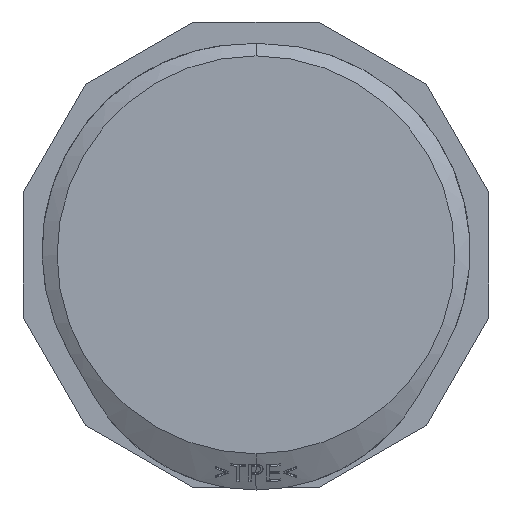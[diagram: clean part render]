
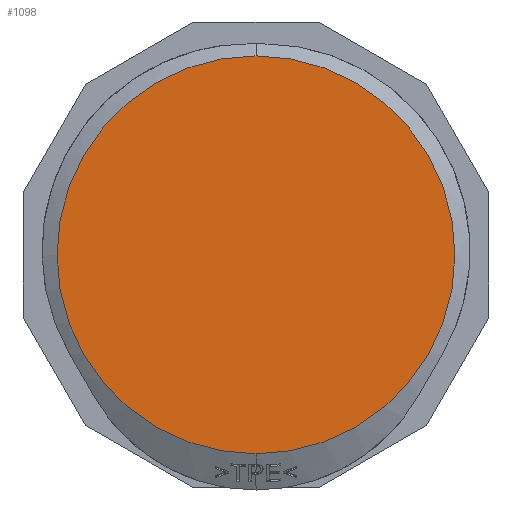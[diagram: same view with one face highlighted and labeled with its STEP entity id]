
A CAD part, front view. The second image highlights one B-rep face of the part: STEP entity #1098.
In plain terms, the highlighted planar face has unit normal (0, -1, 0).
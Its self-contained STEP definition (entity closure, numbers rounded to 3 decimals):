
#451=CIRCLE('',#12881,24.75);
#452=CIRCLE('',#12883,24.75);
#1098=ADVANCED_FACE('KES-E-R 50/9-B',(#2207),#1809,.F.);
#1809=PLANE('',#12885);
#2207=FACE_OUTER_BOUND('',#2941,.T.);
#2941=EDGE_LOOP('',(#6089,#6090));
#6089=ORIENTED_EDGE('',*,*,#10763,.F.);
#6090=ORIENTED_EDGE('',*,*,#10758,.F.);
#9501=VERTEX_POINT('',#24706);
#9502=VERTEX_POINT('',#24708);
#10758=EDGE_CURVE('GENERATED CIRCLE',#9501,#9502,#451,.T.);
#10763=EDGE_CURVE('GENERATED CIRCLE',#9502,#9501,#452,.T.);
#12881=AXIS2_PLACEMENT_3D('',#24707,#14111,#14112);
#12883=AXIS2_PLACEMENT_3D('',#24733,#14117,#14118);
#12885=AXIS2_PLACEMENT_3D('',#24735,#14121,#14122);
#14111=DIRECTION('',(0.,1.,0.));
#14112=DIRECTION('',(1.,0.,0.));
#14117=DIRECTION('',(0.,1.,0.));
#14118=DIRECTION('',(1.,0.,0.));
#14121=DIRECTION('',(0.,1.,0.));
#14122=DIRECTION('',(0.,0.,-1.));
#24706=CARTESIAN_POINT('',(0.,0.,-24.75));
#24707=CARTESIAN_POINT('',(0.,0.,0.));
#24708=CARTESIAN_POINT('',(0.,0.,24.75));
#24733=CARTESIAN_POINT('',(0.,0.,0.));
#24735=CARTESIAN_POINT('',(0.,0.,0.));
